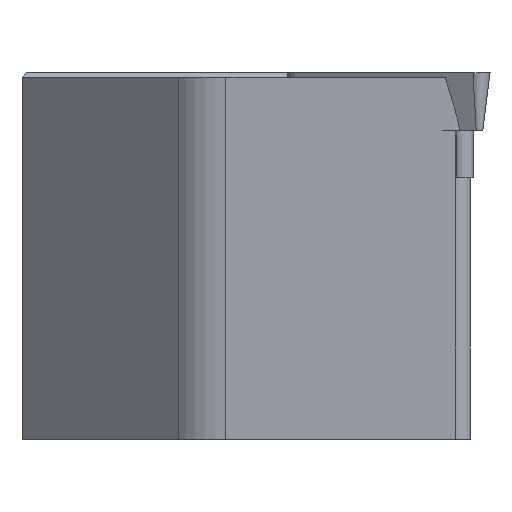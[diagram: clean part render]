
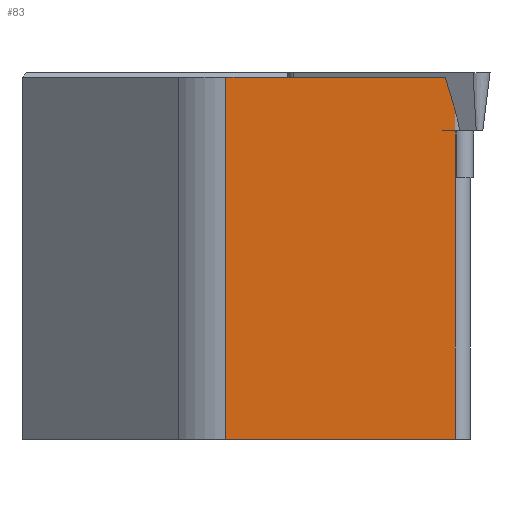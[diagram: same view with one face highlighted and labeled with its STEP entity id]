
A CAD part, left-side view. The second image highlights one B-rep face of the part: STEP entity #83.
In plain terms, the highlighted planar face has unit normal (-0.999, 0.052, 0).
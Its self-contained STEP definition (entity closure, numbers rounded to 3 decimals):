
#49=PLANE('',#780);
#83=ADVANCED_FACE('',(#132),#49,.F.);
#132=FACE_OUTER_BOUND('',#175,.T.);
#175=EDGE_LOOP('',(#239,#240,#241,#242,#243,#244,#245,#246,#247));
#239=ORIENTED_EDGE('',*,*,#507,.F.);
#240=ORIENTED_EDGE('',*,*,#509,.T.);
#241=ORIENTED_EDGE('',*,*,#510,.F.);
#242=ORIENTED_EDGE('',*,*,#511,.F.);
#243=ORIENTED_EDGE('',*,*,#512,.F.);
#244=ORIENTED_EDGE('',*,*,#513,.T.);
#245=ORIENTED_EDGE('',*,*,#514,.F.);
#246=ORIENTED_EDGE('',*,*,#515,.T.);
#247=ORIENTED_EDGE('',*,*,#516,.F.);
#443=VERTEX_POINT('',#1054);
#444=VERTEX_POINT('',#1056);
#445=VERTEX_POINT('',#1060);
#446=VERTEX_POINT('',#1062);
#447=VERTEX_POINT('',#1064);
#448=VERTEX_POINT('',#1066);
#449=VERTEX_POINT('',#1068);
#450=VERTEX_POINT('',#1070);
#451=VERTEX_POINT('',#1072);
#507=EDGE_CURVE('',#443,#444,#609,.T.);
#509=EDGE_CURVE('',#443,#445,#610,.T.);
#510=EDGE_CURVE('',#446,#445,#611,.T.);
#511=EDGE_CURVE('',#447,#446,#612,.T.);
#512=EDGE_CURVE('',#448,#447,#613,.T.);
#513=EDGE_CURVE('',#448,#449,#614,.T.);
#514=EDGE_CURVE('',#450,#449,#615,.T.);
#515=EDGE_CURVE('',#450,#451,#616,.T.);
#516=EDGE_CURVE('',#444,#451,#617,.T.);
#609=LINE('',#1055,#693);
#610=LINE('',#1059,#694);
#611=LINE('',#1061,#695);
#612=LINE('',#1063,#696);
#613=LINE('',#1065,#697);
#614=LINE('',#1067,#698);
#615=LINE('',#1069,#699);
#616=LINE('',#1071,#700);
#617=LINE('',#1073,#701);
#693=VECTOR('',#844,1.);
#694=VECTOR('',#849,1.);
#695=VECTOR('',#850,1.);
#696=VECTOR('',#851,1.);
#697=VECTOR('',#852,1.);
#698=VECTOR('',#853,1.);
#699=VECTOR('',#854,1.);
#700=VECTOR('',#855,1.);
#701=VECTOR('',#856,1.);
#780=AXIS2_PLACEMENT_3D('',#1074,#857,#858);
#844=DIRECTION('',(0.,0.,-1.));
#849=DIRECTION('',(0.052,0.999,0.));
#850=DIRECTION('',(0.,0.,-1.));
#851=DIRECTION('',(0.052,0.999,0.));
#852=DIRECTION('',(0.,0.,-1.));
#853=DIRECTION('',(0.015,0.289,0.957));
#854=DIRECTION('',(-0.052,-0.999,0.));
#855=DIRECTION('',(0.,0.,-1.));
#856=DIRECTION('',(0.052,0.999,0.));
#857=DIRECTION('',(0.999,-0.052,0.));
#858=DIRECTION('',(0.052,0.999,0.));
#1054=CARTESIAN_POINT('',(1.601,-29.546,-7.15));
#1055=CARTESIAN_POINT('',(1.601,-29.546,-30.));
#1056=CARTESIAN_POINT('',(1.601,-29.546,-25.));
#1059=CARTESIAN_POINT('',(1.529,-30.92,-7.15));
#1060=CARTESIAN_POINT('',(1.601,-29.545,-7.15));
#1061=CARTESIAN_POINT('',(1.601,-29.545,-7.15));
#1062=CARTESIAN_POINT('',(1.601,-29.545,-3.97));
#1063=CARTESIAN_POINT('',(1.529,-30.92,-3.97));
#1064=CARTESIAN_POINT('',(1.601,-29.546,-3.97));
#1065=CARTESIAN_POINT('',(1.601,-29.546,-30.));
#1066=CARTESIAN_POINT('',(1.601,-29.546,-2.546));
#1067=CARTESIAN_POINT('',(1.204,-37.131,-27.707));
#1068=CARTESIAN_POINT('',(1.637,-28.869,-0.3));
#1069=CARTESIAN_POINT('',(1.601,-29.546,-0.3));
#1070=CARTESIAN_POINT('',(2.42,-13.917,-0.3));
#1071=CARTESIAN_POINT('',(2.42,-13.917,-30.));
#1072=CARTESIAN_POINT('',(2.42,-13.917,-25.));
#1073=CARTESIAN_POINT('',(1.601,-29.546,-25.));
#1074=CARTESIAN_POINT('',(1.601,-29.546,-30.));
